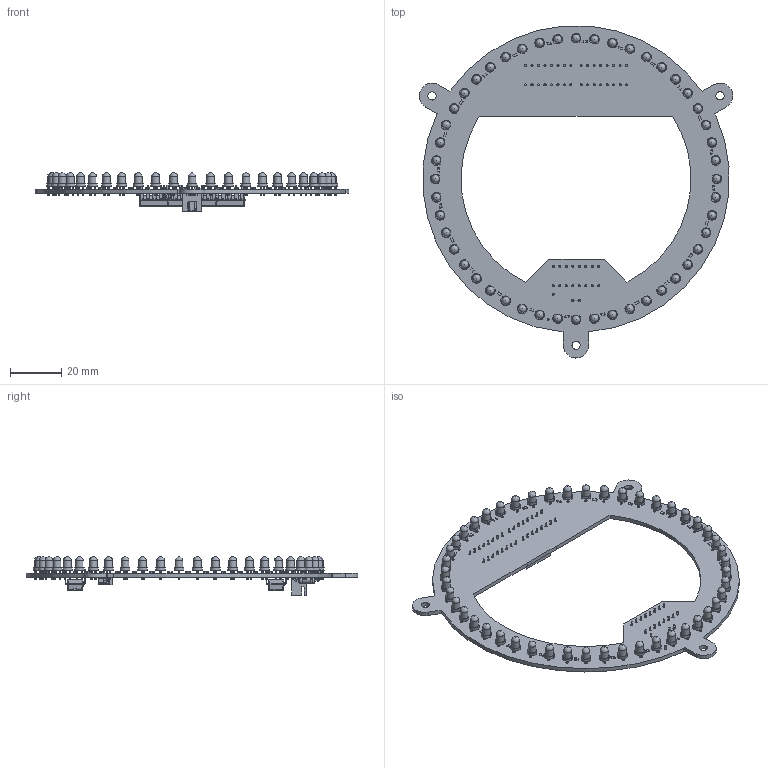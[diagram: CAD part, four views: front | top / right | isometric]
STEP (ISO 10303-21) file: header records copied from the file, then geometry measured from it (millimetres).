
FILE_DESCRIPTION(('KiCad electronic assembly'),'2;1');
FILE_NAME('LINESensorV4.1.step','2025-04-02T14:35:02',('Pcbnew'),( 'Kicad'),'Open CASCADE STEP processor 7.8','KiCad to STEP converter' ,'Unknown');
FILE_SCHEMA(('AUTOMOTIVE_DESIGN { 1 0 10303 214 1 1 1 1 }'));
Length unit declared in the file: millimetre
Products named in the file (16): LINESensorV4.1 1; LED_D; (未保存); R_0603_1608Metric; LED_D3; R_Axial_DIN0207_L6.3mm_D2.5mm_P10.16mm_Horizontal; R_Axial_DIN0207_L63mm_D25mm_P1016mm_Horizontal; JST_XH_B2B-XH-A_1x02_P2.50mm_Vertical; JST_B2B_XH_A; TC4051BP v1; 522710679; LINESensorV4.1_PCB
Assembly tree (86 placements, depth 3):
  LINESensorV4.1 1
    LED_D  x24
      (未保存)
    R_0603_1608Metric  x24
      R_0603_1608Metric
    LED_D3  x24
      (未保存)
    R_Axial_DIN0207_L6.3mm_D2.5mm_P10.16mm_Horizontal
      R_Axial_DIN0207_L63mm_D25mm_P1016mm_Horizontal
    JST_XH_B2B-XH-A_1x02_P2.50mm_Vertical
      JST_B2B_XH_A
    TC4051BP v1  x3
      TC4051BP v1
    522710679
      522710679
    LINESensorV4.1_PCB
Bounding box: 122.61 x 129.83 x 15 mm (x, y, z)
Volume: 14453.1 mm3; surface area: 21838.4 mm2
Topology: 127 solids, 127 shells, 2800 faces, 7225 edges, 4740 vertices
Faces by surface type: plane 2060, cylinder 664, sphere 72, torus 4
Full cylindrical faces by diameter (mm): 0.6 x4, 0.8 x50, 0.9 x96, 1 x2, 2.25 x1, 2.5 x2, 3 x48, 3.2 x3
Entity records: 33266 total; most frequent: CARTESIAN_POINT 5560, ORIENTED_EDGE 5298, DIRECTION 5289, EDGE_CURVE 2649, LINE 2095, VECTOR 2095, VERTEX_POINT 1740, AXIS2_PLACEMENT_3D 1597
